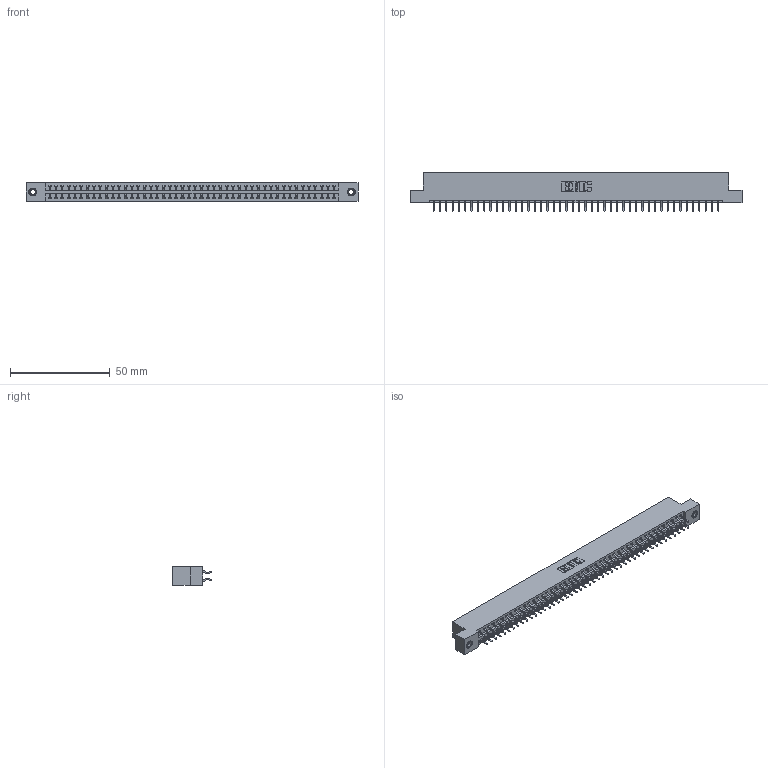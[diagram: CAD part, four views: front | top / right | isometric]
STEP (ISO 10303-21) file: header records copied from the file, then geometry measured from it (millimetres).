
FILE_DESCRIPTION (( 'STEP AP203' ), '1' );
FILE_NAME ('396-092-556-207.STEP', '2018-09-12T10:45:46', ( '' ), ( '' ), 'SwSTEP 2.0', 'SolidWorks 2016', '' );
FILE_SCHEMA (( 'CONFIG_CONTROL_DESIGN' ));
Length unit declared in the file: inch
Products named in the file (4): 345-250-001_345-250-005-103; 396-092-556-207; 346 Part_Flush Mounting Lugs - 0.156 Dia-TI; 345-292-001_556 Tail
Assembly tree (95 placements, depth 2):
  396-092-556-207
    346 Part_Flush Mounting Lugs - 0.156 Dia-TI
    345-292-001_556 Tail  x92
    345-250-001_345-250-005-103  x2
Bounding box: 166.62 x 19.57 x 9.4 mm (x, y, z)
Volume: 16261.8 mm3; surface area: 22364.1 mm2
Topology: 95 solids, 95 shells, 5518 faces, 16381 edges, 10790 vertices
Faces by surface type: plane 3696, cylinder 1806, cone 12, torus 4
Entity records: 30888 total; most frequent: CARTESIAN_POINT 5083, ORIENTED_EDGE 4998, DIRECTION 4545, EDGE_CURVE 2499, VECTOR 2155, LINE 2155, VERTEX_POINT 1660, AXIS2_PLACEMENT_3D 1195
